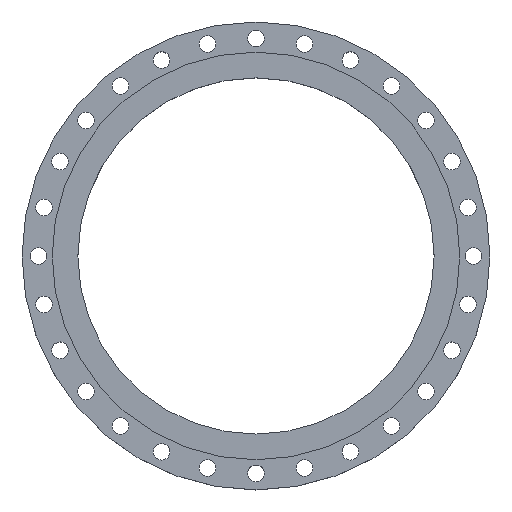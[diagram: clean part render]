
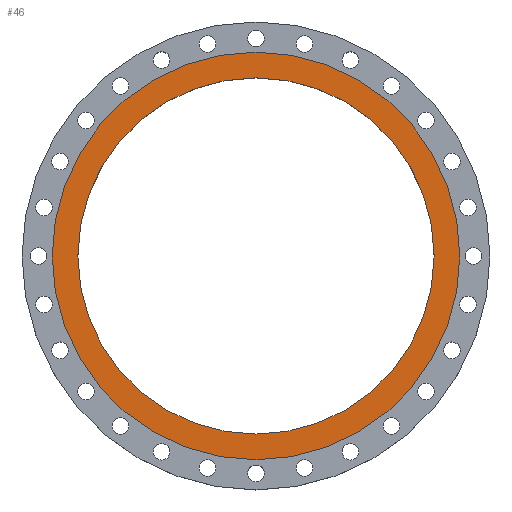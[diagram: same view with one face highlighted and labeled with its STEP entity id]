
A CAD part, top view. The second image highlights one B-rep face of the part: STEP entity #46.
In plain terms, the highlighted planar face has unit normal (0, 0, 1).
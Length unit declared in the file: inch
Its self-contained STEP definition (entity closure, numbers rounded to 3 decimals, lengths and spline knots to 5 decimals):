
#46 = ADVANCED_FACE ( 'NONE', ( #2483, #942 ), #1879, .F. ) ;
#222 = CARTESIAN_POINT ( 'NONE',  ( -14.75, 0., 0. ) ) ;
#225 = VERTEX_POINT ( 'NONE', #1769 ) ;
#230 = DIRECTION ( 'NONE',  ( 0., 0., 1. ) ) ;
#287 = CARTESIAN_POINT ( 'NONE',  ( 0., 14.75, 0. ) ) ;
#331 = ORIENTED_EDGE ( 'NONE', *, *, #352, .F. ) ;
#334 = ORIENTED_EDGE ( 'NONE', *, *, #1261, .T. ) ;
#352 = EDGE_CURVE ( 'NONE', #225, #1113, #1938, .T. ) ;
#477 = AXIS2_PLACEMENT_3D ( 'NONE', #835, #1833, #1076 ) ;
#496 = ORIENTED_EDGE ( 'NONE', *, *, #1600, .F. ) ;
#511 = CARTESIAN_POINT ( 'NONE',  ( -16.875, 0., 0. ) ) ;
#527 = DIRECTION ( 'NONE',  ( 0., 0., -1. ) ) ;
#679 = DIRECTION ( 'NONE',  ( 1., 0., 0. ) ) ;
#712 = DIRECTION ( 'NONE',  ( -1., 0., 0. ) ) ;
#817 = AXIS2_PLACEMENT_3D ( 'NONE', #287, #527, #712 ) ;
#826 = AXIS2_PLACEMENT_3D ( 'NONE', #1565, #2141, #1993 ) ;
#835 = CARTESIAN_POINT ( 'NONE',  ( 0., 0., 0. ) ) ;
#840 = ORIENTED_EDGE ( 'NONE', *, *, #1743, .T. ) ;
#942 = FACE_OUTER_BOUND ( 'NONE', #1272, .T. ) ;
#996 = CIRCLE ( 'NONE', #826, 14.75 ) ;
#1076 = DIRECTION ( 'NONE',  ( 1., 0., 0. ) ) ;
#1113 = VERTEX_POINT ( 'NONE', #222 ) ;
#1202 = CIRCLE ( 'NONE', #1900, 16.875 ) ;
#1261 = EDGE_CURVE ( 'NONE', #2477, #2179, #2103, .T. ) ;
#1272 = EDGE_LOOP ( 'NONE', ( #334, #840 ) ) ;
#1475 = EDGE_LOOP ( 'NONE', ( #331, #496 ) ) ;
#1565 = CARTESIAN_POINT ( 'NONE',  ( 0., 0., 0. ) ) ;
#1600 = EDGE_CURVE ( 'NONE', #1113, #225, #996, .T. ) ;
#1743 = EDGE_CURVE ( 'NONE', #2179, #2477, #1202, .T. ) ;
#1769 = CARTESIAN_POINT ( 'NONE',  ( 14.75, 0., 0. ) ) ;
#1831 = DIRECTION ( 'NONE',  ( 1., 0., 0. ) ) ;
#1833 = DIRECTION ( 'NONE',  ( 0., 0., 1. ) ) ;
#1866 = CARTESIAN_POINT ( 'NONE',  ( 0., 0., 0. ) ) ;
#1879 = PLANE ( 'NONE',  #817 ) ;
#1894 = AXIS2_PLACEMENT_3D ( 'NONE', #1866, #2447, #679 ) ;
#1900 = AXIS2_PLACEMENT_3D ( 'NONE', #2203, #230, #1831 ) ;
#1938 = CIRCLE ( 'NONE', #477, 14.75 ) ;
#1993 = DIRECTION ( 'NONE',  ( 1., 0., 0. ) ) ;
#2066 = CARTESIAN_POINT ( 'NONE',  ( 16.875, 0., 0. ) ) ;
#2103 = CIRCLE ( 'NONE', #1894, 16.875 ) ;
#2141 = DIRECTION ( 'NONE',  ( 0., 0., 1. ) ) ;
#2179 = VERTEX_POINT ( 'NONE', #511 ) ;
#2203 = CARTESIAN_POINT ( 'NONE',  ( 0., 0., 0. ) ) ;
#2447 = DIRECTION ( 'NONE',  ( 0., 0., 1. ) ) ;
#2477 = VERTEX_POINT ( 'NONE', #2066 ) ;
#2483 = FACE_BOUND ( 'NONE', #1475, .T. ) ;
